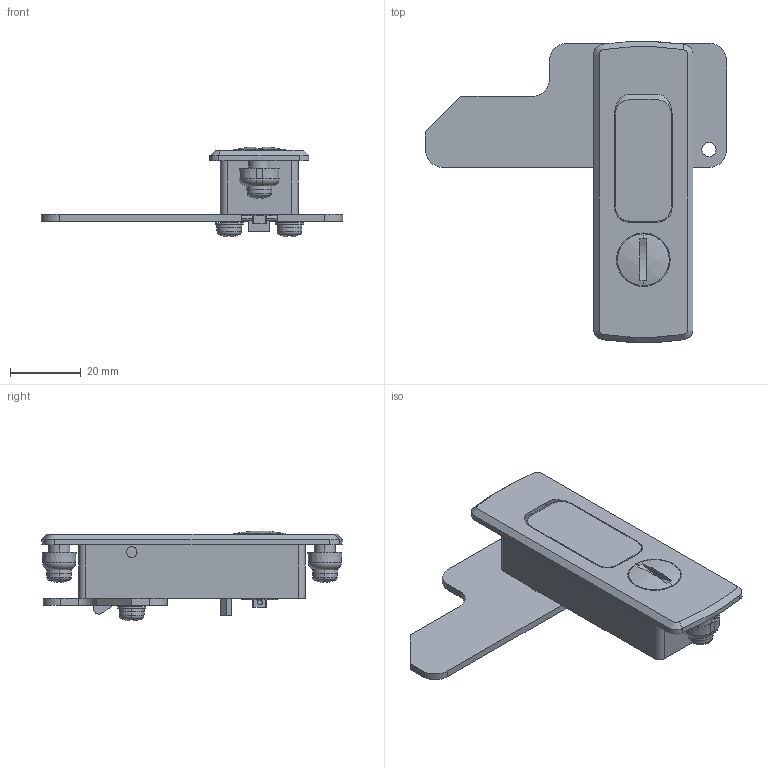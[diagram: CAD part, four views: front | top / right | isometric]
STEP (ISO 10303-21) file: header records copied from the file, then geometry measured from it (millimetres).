
FILE_DESCRIPTION (( 'STEP AP203' ), '1' );
FILE_NAME ('A-265-3-1.STEP', '2019-12-25T09:31:06', ( '' ), ( '' ), 'SwSTEP 2.0', 'SolidWorks 2014', '' );
FILE_SCHEMA (( 'CONFIG_CONTROL_DESIGN' ));
Length unit declared in the file: millimetre
Products named in the file (11): A-265-3_ラッチ_; A-265-3_ハンドル_; A-265-3_オワンワッシャー_; A-265-3_ボタン_; A-265-3-1; A-265-3_廫帤寠晅彫偹偠_撪宎婎弨ver1.02_M4亊8廫帤寠晅側傋彫偹偠(揝)僟僽儖僙儉僗彫宍(P4)媽JIS; A-265-3_止め金_; A-265-3_十字穴付小ねじ_内径基準ver1.02_M4×8十字穴付なべ小ねじ(鉄)SWシングルセムス(P2); A-265-3_本体_; A-265-3_平座金_; A-265-3_ピン_
Assembly tree (13 placements, depth 2):
  A-265-3-1
    A-265-3_本体_
    A-265-3_ハンドル_
    A-265-3_ボタン_
    A-265-3_止め金_
    A-265-3_ラッチ_
    A-265-3_ピン_
    A-265-3_平座金_
    A-265-3_オワンワッシャー_  x2
    A-265-3_十字穴付小ねじ_内径基準ver1.02_M4×8十字穴付なべ小ねじ(鉄)SWシングルセムス(P2)  x2
    A-265-3_廫帤寠晅彫偹偠_撪宎婎弨ver1.02_M4亊8廫帤寠晅側傋彫偹偠(揝)僟僽儖僙儉僗彫宍(P4)媽JIS  x2
Bounding box: 85 x 84.98 x 25.36 mm (x, y, z)
Volume: 23427.7 mm3; surface area: 23135.3 mm2
Topology: 13 solids, 13 shells, 463 faces, 1223 edges, 788 vertices
Faces by surface type: plane 229, cylinder 162, cone 42, torus 16, sphere 10, bspline 4
Entity records: 13168 total; most frequent: CARTESIAN_POINT 2795, DIRECTION 1977, ORIENTED_EDGE 1890, EDGE_CURVE 945, AXIS2_PLACEMENT_3D 712, VERTEX_POINT 616, LINE 553, VECTOR 553
